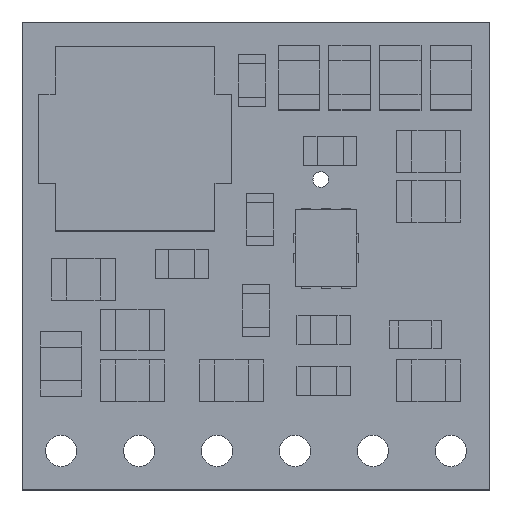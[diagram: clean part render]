
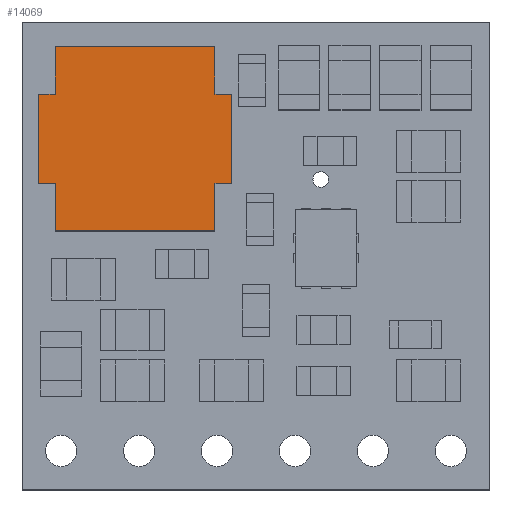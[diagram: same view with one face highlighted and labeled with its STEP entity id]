
A CAD part, top view. The second image highlights one B-rep face of the part: STEP entity #14069.
In plain terms, the highlighted planar face has unit normal (0, 0, 1).
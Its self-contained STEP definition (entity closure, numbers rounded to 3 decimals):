
#412 = EDGE_CURVE ( 'NONE', #33951, #37278, #39224, .T. ) ;
#481 = ORIENTED_EDGE ( 'NONE', *, *, #30289, .T. ) ;
#669 = VERTEX_POINT ( 'NONE', #33917 ) ;
#1939 = LINE ( 'NONE', #22541, #40968 ) ;
#2010 = CARTESIAN_POINT ( 'NONE',  ( 6.833, 12.88, 5.512 ) ) ;
#2197 = CARTESIAN_POINT ( 'NONE',  ( 6.833, 9.98, 5.512 ) ) ;
#2495 = LINE ( 'NONE', #36387, #38168 ) ;
#2578 = VERTEX_POINT ( 'NONE', #12637 ) ;
#2601 = DIRECTION ( 'NONE',  ( 0., 1., 0. ) ) ;
#2812 = LINE ( 'NONE', #42953, #4375 ) ;
#2835 = AXIS2_PLACEMENT_3D ( 'NONE', #37634, #13506, #41175 ) ;
#3103 = EDGE_CURVE ( 'NONE', #27011, #29043, #2495, .T. ) ;
#3694 = ORIENTED_EDGE ( 'NONE', *, *, #13687, .T. ) ;
#4140 = EDGE_CURVE ( 'NONE', #43493, #20169, #9301, .T. ) ;
#4375 = VECTOR ( 'NONE', #2601, 1000. ) ;
#4544 = CARTESIAN_POINT ( 'NONE',  ( 1.083, 8.43, 5.512 ) ) ;
#4830 = EDGE_CURVE ( 'NONE', #38375, #669, #2812, .T. ) ;
#5706 = DIRECTION ( 'NONE',  ( 0., 1., 0. ) ) ;
#6235 = LINE ( 'NONE', #9570, #14447 ) ;
#6344 = DIRECTION ( 'NONE',  ( 0., -1., 0. ) ) ;
#7157 = CARTESIAN_POINT ( 'NONE',  ( 6.283, 12.88, 5.512 ) ) ;
#7920 = VECTOR ( 'NONE', #12660, 1000. ) ;
#8528 = VERTEX_POINT ( 'NONE', #2010 ) ;
#8884 = CARTESIAN_POINT ( 'NONE',  ( 1.083, 9.98, 5.512 ) ) ;
#9301 = LINE ( 'NONE', #2197, #28784 ) ;
#9379 = VECTOR ( 'NONE', #26060, 1000. ) ;
#9570 = CARTESIAN_POINT ( 'NONE',  ( 6.283, 8.43, 5.512 ) ) ;
#11010 = VERTEX_POINT ( 'NONE', #17604 ) ;
#11570 = CARTESIAN_POINT ( 'NONE',  ( 1.083, 14.43, 5.512 ) ) ;
#11737 = LINE ( 'NONE', #38526, #20485 ) ;
#12637 = CARTESIAN_POINT ( 'NONE',  ( 6.283, 8.43, 5.512 ) ) ;
#12660 = DIRECTION ( 'NONE',  ( -1., 0., 0. ) ) ;
#13506 = DIRECTION ( 'NONE',  ( 0., 0., 1. ) ) ;
#13687 = EDGE_CURVE ( 'NONE', #8528, #38375, #11737, .T. ) ;
#14069 = ADVANCED_FACE ( 'NONE', ( #40726 ), #43862, .T. ) ;
#14447 = VECTOR ( 'NONE', #19079, 1000. ) ;
#14584 = ORIENTED_EDGE ( 'NONE', *, *, #4830, .T. ) ;
#14850 = CARTESIAN_POINT ( 'NONE',  ( 1.083, 9.98, 5.512 ) ) ;
#15416 = ORIENTED_EDGE ( 'NONE', *, *, #4140, .T. ) ;
#15633 = ORIENTED_EDGE ( 'NONE', *, *, #3103, .T. ) ;
#16012 = CARTESIAN_POINT ( 'NONE',  ( 6.283, 9.98, 5.512 ) ) ;
#16197 = LINE ( 'NONE', #25959, #7920 ) ;
#17208 = ORIENTED_EDGE ( 'NONE', *, *, #41333, .T. ) ;
#17553 = VECTOR ( 'NONE', #31430, 1000. ) ;
#17604 = CARTESIAN_POINT ( 'NONE',  ( 0.533, 12.88, 5.512 ) ) ;
#18013 = DIRECTION ( 'NONE',  ( 0., -1., 0. ) ) ;
#18164 = VERTEX_POINT ( 'NONE', #24056 ) ;
#18482 = EDGE_LOOP ( 'NONE', ( #23722, #20419, #29531, #39015, #38263, #38926, #15416, #17208, #3694, #14584, #481, #15633 ) ) ;
#18767 = EDGE_CURVE ( 'NONE', #11010, #18164, #19625, .T. ) ;
#19079 = DIRECTION ( 'NONE',  ( 1., 0., 0. ) ) ;
#19536 = CARTESIAN_POINT ( 'NONE',  ( 6.833, 9.98, 5.512 ) ) ;
#19625 = LINE ( 'NONE', #36684, #28952 ) ;
#20169 = VERTEX_POINT ( 'NONE', #19536 ) ;
#20419 = ORIENTED_EDGE ( 'NONE', *, *, #18767, .T. ) ;
#20485 = VECTOR ( 'NONE', #35202, 1000. ) ;
#21022 = LINE ( 'NONE', #14850, #17553 ) ;
#22541 = CARTESIAN_POINT ( 'NONE',  ( 6.833, 9.98, 5.512 ) ) ;
#22585 = DIRECTION ( 'NONE',  ( 1., 0., 0. ) ) ;
#22735 = LINE ( 'NONE', #22947, #9379 ) ;
#22947 = CARTESIAN_POINT ( 'NONE',  ( 6.283, 14.43, 5.512 ) ) ;
#23722 = ORIENTED_EDGE ( 'NONE', *, *, #32919, .T. ) ;
#24056 = CARTESIAN_POINT ( 'NONE',  ( 0.533, 9.98, 5.512 ) ) ;
#25959 = CARTESIAN_POINT ( 'NONE',  ( 0.533, 12.88, 5.512 ) ) ;
#26060 = DIRECTION ( 'NONE',  ( -1., 0., 0. ) ) ;
#26071 = VECTOR ( 'NONE', #18013, 1000. ) ;
#27011 = VERTEX_POINT ( 'NONE', #11570 ) ;
#27434 = CARTESIAN_POINT ( 'NONE',  ( 1.083, 12.88, 5.512 ) ) ;
#28784 = VECTOR ( 'NONE', #22585, 1000. ) ;
#28952 = VECTOR ( 'NONE', #6344, 1000. ) ;
#29043 = VERTEX_POINT ( 'NONE', #27434 ) ;
#29190 = VECTOR ( 'NONE', #38736, 1000. ) ;
#29531 = ORIENTED_EDGE ( 'NONE', *, *, #38630, .T. ) ;
#29650 = CARTESIAN_POINT ( 'NONE',  ( 1.083, 9.98, 5.512 ) ) ;
#30289 = EDGE_CURVE ( 'NONE', #669, #27011, #22735, .T. ) ;
#30708 = EDGE_CURVE ( 'NONE', #37278, #2578, #6235, .T. ) ;
#31430 = DIRECTION ( 'NONE',  ( 1., 0., 0. ) ) ;
#31671 = LINE ( 'NONE', #41899, #29190 ) ;
#32919 = EDGE_CURVE ( 'NONE', #29043, #11010, #16197, .T. ) ;
#33845 = EDGE_CURVE ( 'NONE', #2578, #43493, #31671, .T. ) ;
#33917 = CARTESIAN_POINT ( 'NONE',  ( 6.283, 14.43, 5.512 ) ) ;
#33951 = VERTEX_POINT ( 'NONE', #29650 ) ;
#35202 = DIRECTION ( 'NONE',  ( -1., 0., 0. ) ) ;
#35728 = DIRECTION ( 'NONE',  ( 0., -1., 0. ) ) ;
#36387 = CARTESIAN_POINT ( 'NONE',  ( 1.083, 12.88, 5.512 ) ) ;
#36684 = CARTESIAN_POINT ( 'NONE',  ( 0.533, 9.98, 5.512 ) ) ;
#37278 = VERTEX_POINT ( 'NONE', #4544 ) ;
#37634 = CARTESIAN_POINT ( 'NONE',  ( 3.683, 11.43, 5.512 ) ) ;
#38168 = VECTOR ( 'NONE', #35728, 1000. ) ;
#38263 = ORIENTED_EDGE ( 'NONE', *, *, #30708, .T. ) ;
#38375 = VERTEX_POINT ( 'NONE', #7157 ) ;
#38526 = CARTESIAN_POINT ( 'NONE',  ( 6.283, 12.88, 5.512 ) ) ;
#38630 = EDGE_CURVE ( 'NONE', #18164, #33951, #21022, .T. ) ;
#38736 = DIRECTION ( 'NONE',  ( 0., 1., 0. ) ) ;
#38926 = ORIENTED_EDGE ( 'NONE', *, *, #33845, .T. ) ;
#39015 = ORIENTED_EDGE ( 'NONE', *, *, #412, .T. ) ;
#39224 = LINE ( 'NONE', #8884, #26071 ) ;
#40726 = FACE_OUTER_BOUND ( 'NONE', #18482, .T. ) ;
#40968 = VECTOR ( 'NONE', #5706, 1000. ) ;
#41175 = DIRECTION ( 'NONE',  ( 0., 1., 0. ) ) ;
#41333 = EDGE_CURVE ( 'NONE', #20169, #8528, #1939, .T. ) ;
#41899 = CARTESIAN_POINT ( 'NONE',  ( 6.283, 9.98, 5.512 ) ) ;
#42953 = CARTESIAN_POINT ( 'NONE',  ( 6.283, 12.88, 5.512 ) ) ;
#43493 = VERTEX_POINT ( 'NONE', #16012 ) ;
#43862 = PLANE ( 'NONE',  #2835 ) ;
